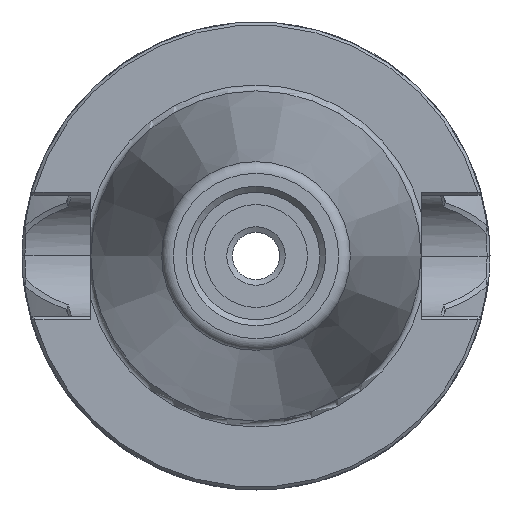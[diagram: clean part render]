
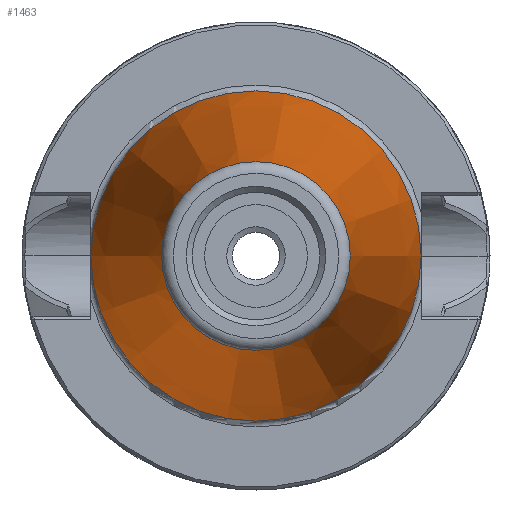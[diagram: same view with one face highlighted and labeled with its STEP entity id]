
A CAD part, left-side view. The second image highlights one B-rep face of the part: STEP entity #1463.
In plain terms, the highlighted conical face has half-angle 8.445 degrees and reference radius 17.363 mm.
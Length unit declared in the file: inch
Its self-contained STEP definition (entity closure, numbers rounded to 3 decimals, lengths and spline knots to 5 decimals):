
#264=FACE_OUTER_BOUND('',#350,.T.);
#350=EDGE_LOOP('',(#1321,#1322,#1323,#1324,#1325));
#428=LINE('',#3399,#496);
#496=VECTOR('',#1931,0.68356);
#541=CIRCLE('',#1605,0.875);
#542=CIRCLE('',#1606,0.50004);
#543=CIRCLE('',#1607,0.50004);
#691=VERTEX_POINT('',#3396);
#692=VERTEX_POINT('',#3398);
#693=VERTEX_POINT('',#3400);
#907=EDGE_CURVE('',#691,#691,#541,.T.);
#908=EDGE_CURVE('',#691,#692,#428,.T.);
#909=EDGE_CURVE('',#693,#692,#542,.T.);
#910=EDGE_CURVE('',#692,#693,#543,.T.);
#1321=ORIENTED_EDGE('',*,*,#907,.T.);
#1322=ORIENTED_EDGE('',*,*,#908,.T.);
#1323=ORIENTED_EDGE('',*,*,#909,.F.);
#1324=ORIENTED_EDGE('',*,*,#910,.F.);
#1325=ORIENTED_EDGE('',*,*,#908,.F.);
#1389=CONICAL_SURFACE('',#1604,0.68356,0.147);
#1463=ADVANCED_FACE('',(#264),#1389,.T.);
#1604=AXIS2_PLACEMENT_3D('',#3395,#1927,#1928);
#1605=AXIS2_PLACEMENT_3D('',#3397,#1929,#1930);
#1606=AXIS2_PLACEMENT_3D('',#3401,#1932,#1933);
#1607=AXIS2_PLACEMENT_3D('',#3402,#1934,#1935);
#1927=DIRECTION('center_axis',(1.,0.,0.));
#1928=DIRECTION('ref_axis',(0.,-1.,0.));
#1929=DIRECTION('center_axis',(-1.,0.,0.));
#1930=DIRECTION('ref_axis',(0.,0.,1.));
#1931=DIRECTION('',(-0.989,-0.147,0.));
#1932=DIRECTION('center_axis',(-1.,0.,0.));
#1933=DIRECTION('ref_axis',(0.,1.,0.));
#1934=DIRECTION('center_axis',(-1.,0.,0.));
#1935=DIRECTION('ref_axis',(0.,1.,0.));
#3395=CARTESIAN_POINT('Origin',(-1.28937,0.,0.));
#3396=CARTESIAN_POINT('',(0.,0.875,0.));
#3397=CARTESIAN_POINT('Origin',(0.,0.,0.));
#3398=CARTESIAN_POINT('',(-2.52542,0.50004,0.));
#3399=CARTESIAN_POINT('',(-1.28937,0.68356,0.));
#3400=CARTESIAN_POINT('',(-2.52542,0.,-0.50004));
#3401=CARTESIAN_POINT('Origin',(-2.52542,0.,0.));
#3402=CARTESIAN_POINT('Origin',(-2.52542,0.,0.));
